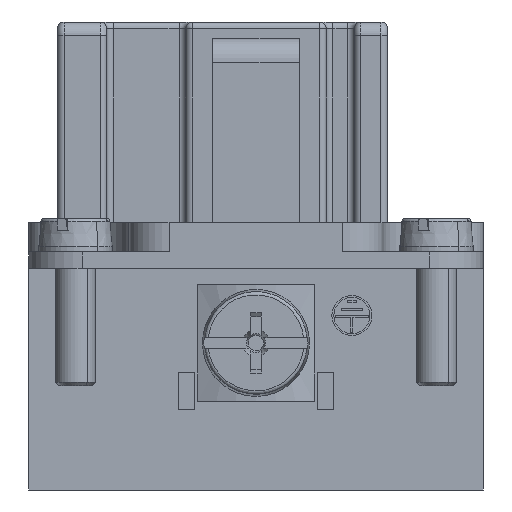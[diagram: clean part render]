
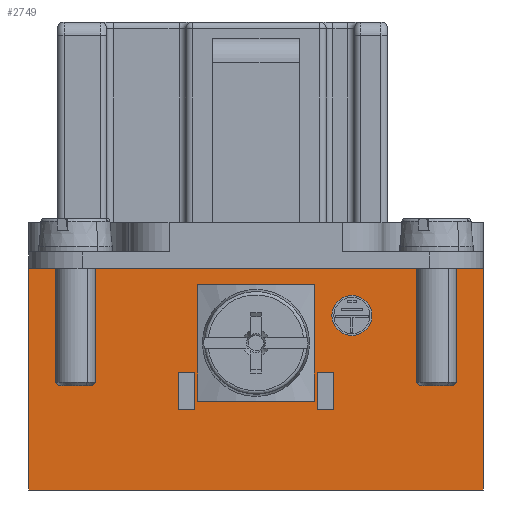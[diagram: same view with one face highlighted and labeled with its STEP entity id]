
A CAD part, front view. The second image highlights one B-rep face of the part: STEP entity #2749.
In plain terms, the highlighted planar face has unit normal (0, -1, 0).
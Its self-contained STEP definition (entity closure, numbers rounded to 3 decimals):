
#2442=CIRCLE('',#18148,2.);
#2443=CIRCLE('',#18149,1.5);
#2749=ADVANCED_FACE('',(#7699,#7700,#7701,#7702,#7703),#3665,.T.);
#3665=PLANE('',#18150);
#4327=LINE('',#24049,#5972);
#4433=LINE('',#25005,#6078);
#4434=LINE('',#25008,#6079);
#4435=LINE('',#25010,#6080);
#4436=LINE('',#25012,#6081);
#4437=LINE('',#25013,#6082);
#4438=LINE('',#25015,#6083);
#4439=LINE('',#25017,#6084);
#4440=LINE('',#25022,#6085);
#4441=LINE('',#25025,#6086);
#4442=LINE('',#25027,#6087);
#4443=LINE('',#25029,#6088);
#5972=VECTOR('',#19308,1.);
#6078=VECTOR('',#19422,1.);
#6079=VECTOR('',#19423,1.);
#6080=VECTOR('',#19424,1.);
#6081=VECTOR('',#19425,1.);
#6082=VECTOR('',#19426,1.);
#6083=VECTOR('',#19427,1.);
#6084=VECTOR('',#19428,1.);
#6085=VECTOR('',#19433,1.);
#6086=VECTOR('',#19434,1.);
#6087=VECTOR('',#19435,1.);
#6088=VECTOR('',#19436,1.);
#7699=FACE_BOUND('',#7849,.T.);
#7700=FACE_BOUND('',#7850,.T.);
#7701=FACE_BOUND('',#7851,.T.);
#7702=FACE_BOUND('',#7852,.T.);
#7703=FACE_BOUND('',#7853,.T.);
#7849=EDGE_LOOP('',(#9035,#9036,#9037,#9038));
#7850=EDGE_LOOP('',(#9039,#9040,#9041,#9042));
#7851=EDGE_LOOP('',(#9043));
#7852=EDGE_LOOP('',(#9044));
#7853=EDGE_LOOP('',(#9045,#9046,#9047,#9048));
#9035=ORIENTED_EDGE('',*,*,#15440,.F.);
#9036=ORIENTED_EDGE('',*,*,#15441,.T.);
#9037=ORIENTED_EDGE('',*,*,#15442,.T.);
#9038=ORIENTED_EDGE('',*,*,#15443,.F.);
#9039=ORIENTED_EDGE('',*,*,#15444,.F.);
#9040=ORIENTED_EDGE('',*,*,#15445,.F.);
#9041=ORIENTED_EDGE('',*,*,#15446,.F.);
#9042=ORIENTED_EDGE('',*,*,#15309,.F.);
#9043=ORIENTED_EDGE('',*,*,#15447,.T.);
#9044=ORIENTED_EDGE('',*,*,#15448,.T.);
#9045=ORIENTED_EDGE('',*,*,#15449,.T.);
#9046=ORIENTED_EDGE('',*,*,#15450,.T.);
#9047=ORIENTED_EDGE('',*,*,#15451,.T.);
#9048=ORIENTED_EDGE('',*,*,#15452,.F.);
#13719=VERTEX_POINT('',#24048);
#13720=VERTEX_POINT('',#24050);
#13849=VERTEX_POINT('',#25006);
#13850=VERTEX_POINT('',#25007);
#13851=VERTEX_POINT('',#25009);
#13852=VERTEX_POINT('',#25011);
#13853=VERTEX_POINT('',#25014);
#13854=VERTEX_POINT('',#25016);
#13855=VERTEX_POINT('',#25019);
#13856=VERTEX_POINT('',#25021);
#13857=VERTEX_POINT('',#25023);
#13858=VERTEX_POINT('',#25024);
#13859=VERTEX_POINT('',#25026);
#13860=VERTEX_POINT('',#25028);
#15309=EDGE_CURVE('',#13719,#13720,#4327,.T.);
#15440=EDGE_CURVE('',#13849,#13850,#4433,.T.);
#15441=EDGE_CURVE('',#13849,#13851,#4434,.T.);
#15442=EDGE_CURVE('',#13851,#13852,#4435,.T.);
#15443=EDGE_CURVE('',#13850,#13852,#4436,.T.);
#15444=EDGE_CURVE('',#13853,#13719,#4437,.T.);
#15445=EDGE_CURVE('',#13854,#13853,#4438,.T.);
#15446=EDGE_CURVE('',#13720,#13854,#4439,.T.);
#15447=EDGE_CURVE('',#13855,#13855,#2442,.T.);
#15448=EDGE_CURVE('',#13856,#13856,#2443,.T.);
#15449=EDGE_CURVE('',#13857,#13858,#4440,.T.);
#15450=EDGE_CURVE('',#13858,#13859,#4441,.T.);
#15451=EDGE_CURVE('',#13859,#13860,#4442,.T.);
#15452=EDGE_CURVE('',#13857,#13860,#4443,.T.);
#18148=AXIS2_PLACEMENT_3D('',#25018,#19429,#19430);
#18149=AXIS2_PLACEMENT_3D('',#25020,#19431,#19432);
#18150=AXIS2_PLACEMENT_3D('',#25030,#19437,#19438);
#19308=DIRECTION('',(0.,0.,-1.));
#19422=DIRECTION('',(0.,0.,-1.));
#19423=DIRECTION('',(1.,0.,0.));
#19424=DIRECTION('',(0.,0.,-1.));
#19425=DIRECTION('',(1.,0.,0.));
#19426=DIRECTION('',(1.,0.,0.));
#19427=DIRECTION('',(0.,0.,1.));
#19428=DIRECTION('',(-1.,0.,0.));
#19429=DIRECTION('',(0.,1.,0.));
#19430=DIRECTION('',(1.,0.,0.));
#19431=DIRECTION('',(0.,1.,0.));
#19432=DIRECTION('',(1.,0.,0.));
#19433=DIRECTION('',(0.,0.,1.));
#19434=DIRECTION('',(1.,0.,0.));
#19435=DIRECTION('',(0.,0.,-1.));
#19436=DIRECTION('',(1.,0.,0.));
#19437=DIRECTION('',(0.,-1.,0.));
#19438=DIRECTION('',(1.,0.,0.));
#24048=CARTESIAN_POINT('',(17.,-33.25,16.6));
#24049=CARTESIAN_POINT('',(17.,-33.25,20.));
#24050=CARTESIAN_POINT('',(17.,-33.25,0.));
#25005=CARTESIAN_POINT('',(4.6,-33.25,8.3));
#25006=CARTESIAN_POINT('',(4.6,-33.25,8.8));
#25007=CARTESIAN_POINT('',(4.6,-33.25,6.));
#25008=CARTESIAN_POINT('',(0.,-33.25,8.8));
#25009=CARTESIAN_POINT('',(5.8,-33.25,8.8));
#25010=CARTESIAN_POINT('',(5.8,-33.25,8.3));
#25011=CARTESIAN_POINT('',(5.8,-33.25,6.));
#25012=CARTESIAN_POINT('',(0.,-33.25,6.));
#25013=CARTESIAN_POINT('',(-17.,-33.25,16.6));
#25014=CARTESIAN_POINT('',(-17.,-33.25,16.6));
#25015=CARTESIAN_POINT('',(-17.,-33.25,17.8));
#25016=CARTESIAN_POINT('',(-17.,-33.25,0.));
#25017=CARTESIAN_POINT('',(6.05,-33.25,0.));
#25018=CARTESIAN_POINT('',(0.,-33.25,11.));
#25019=CARTESIAN_POINT('',(2.,-33.25,11.));
#25020=CARTESIAN_POINT('',(7.175,-33.25,13.05));
#25021=CARTESIAN_POINT('',(8.675,-33.25,13.05));
#25022=CARTESIAN_POINT('',(-5.8,-33.25,8.3));
#25023=CARTESIAN_POINT('',(-5.8,-33.25,6.));
#25024=CARTESIAN_POINT('',(-5.8,-33.25,8.8));
#25025=CARTESIAN_POINT('',(0.,-33.25,8.8));
#25026=CARTESIAN_POINT('',(-4.6,-33.25,8.8));
#25027=CARTESIAN_POINT('',(-4.6,-33.25,8.3));
#25028=CARTESIAN_POINT('',(-4.6,-33.25,6.));
#25029=CARTESIAN_POINT('',(0.,-33.25,6.));
#25030=CARTESIAN_POINT('',(0.,-33.25,8.3));
